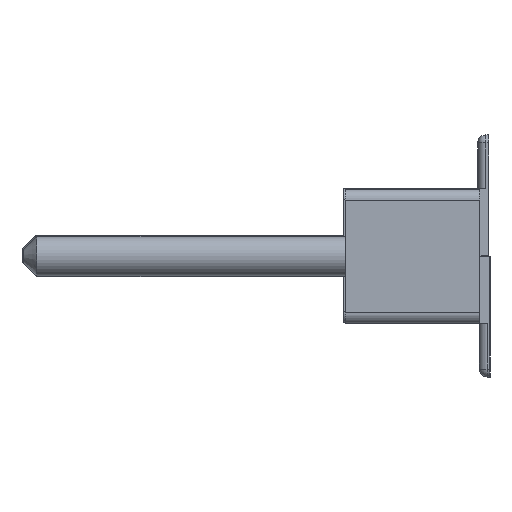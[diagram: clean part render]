
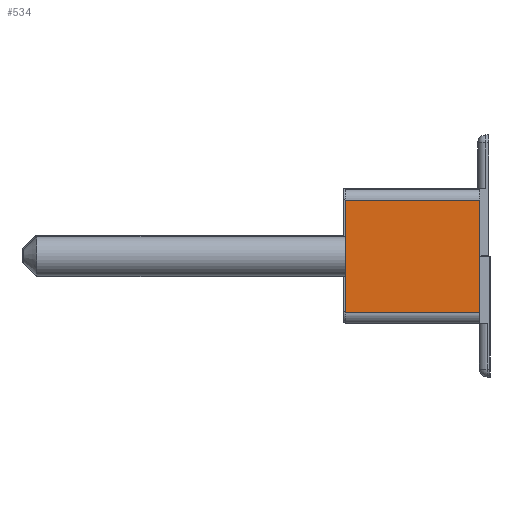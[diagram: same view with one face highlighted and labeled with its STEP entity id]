
A CAD part, left-side view. The second image highlights one B-rep face of the part: STEP entity #534.
In plain terms, the highlighted planar face has unit normal (-1, 0, 0).
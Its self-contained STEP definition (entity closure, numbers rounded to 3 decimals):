
#1 = CARTESIAN_POINT ( 'NONE',  ( -1.447, 0., 1.05 ) ) ;
#29 = CARTESIAN_POINT ( 'NONE',  ( -1.447, 0., -1.05 ) ) ;
#31 = CARTESIAN_POINT ( 'NONE',  ( -1.447, 0., -1.05 ) ) ;
#76 = EDGE_LOOP ( 'NONE', ( #354, #638, #482, #1392 ) ) ;
#97 = VERTEX_POINT ( 'NONE', #1 ) ;
#103 = CARTESIAN_POINT ( 'NONE',  ( -1.447, 2.5, 1.05 ) ) ;
#120 = AXIS2_PLACEMENT_3D ( 'NONE', #1301, #1060, #362 ) ;
#201 = VECTOR ( 'NONE', #1110, 1000. ) ;
#299 = DIRECTION ( 'NONE',  ( 0., -1., 0. ) ) ;
#354 = ORIENTED_EDGE ( 'NONE', *, *, #1121, .T. ) ;
#362 = DIRECTION ( 'NONE',  ( 0., 0., -1. ) ) ;
#376 = CARTESIAN_POINT ( 'NONE',  ( -1.447, 2.5, -1.05 ) ) ;
#413 = CARTESIAN_POINT ( 'NONE',  ( -1.447, 2.5, 1.05 ) ) ;
#476 = VECTOR ( 'NONE', #1331, 1000. ) ;
#482 = ORIENTED_EDGE ( 'NONE', *, *, #1136, .F. ) ;
#511 = LINE ( 'NONE', #744, #476 ) ;
#534 = ADVANCED_FACE ( 'NONE', ( #1071 ), #940, .F. ) ;
#569 = LINE ( 'NONE', #413, #1098 ) ;
#622 = VECTOR ( 'NONE', #299, 1000. ) ;
#629 = DIRECTION ( 'NONE',  ( 0., -1., 0. ) ) ;
#638 = ORIENTED_EDGE ( 'NONE', *, *, #1281, .F. ) ;
#661 = EDGE_CURVE ( 'NONE', #1090, #1334, #1235, .T. ) ;
#713 = LINE ( 'NONE', #29, #201 ) ;
#744 = CARTESIAN_POINT ( 'NONE',  ( -1.447, 2.5, -1.05 ) ) ;
#940 = PLANE ( 'NONE',  #120 ) ;
#1000 = VERTEX_POINT ( 'NONE', #103 ) ;
#1008 = CARTESIAN_POINT ( 'NONE',  ( -1.447, 2.5, -1.05 ) ) ;
#1060 = DIRECTION ( 'NONE',  ( 1., 0., 0. ) ) ;
#1071 = FACE_OUTER_BOUND ( 'NONE', #76, .T. ) ;
#1090 = VERTEX_POINT ( 'NONE', #376 ) ;
#1098 = VECTOR ( 'NONE', #629, 1000. ) ;
#1110 = DIRECTION ( 'NONE',  ( 0., 0., 1. ) ) ;
#1121 = EDGE_CURVE ( 'NONE', #1334, #97, #713, .T. ) ;
#1136 = EDGE_CURVE ( 'NONE', #1090, #1000, #511, .T. ) ;
#1235 = LINE ( 'NONE', #1008, #622 ) ;
#1281 = EDGE_CURVE ( 'NONE', #1000, #97, #569, .T. ) ;
#1301 = CARTESIAN_POINT ( 'NONE',  ( -1.447, 2.5, -1.05 ) ) ;
#1331 = DIRECTION ( 'NONE',  ( 0., 0., 1. ) ) ;
#1334 = VERTEX_POINT ( 'NONE', #31 ) ;
#1392 = ORIENTED_EDGE ( 'NONE', *, *, #661, .T. ) ;
